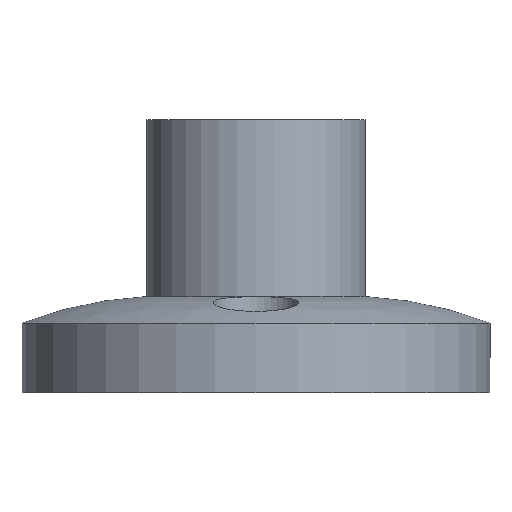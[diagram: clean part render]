
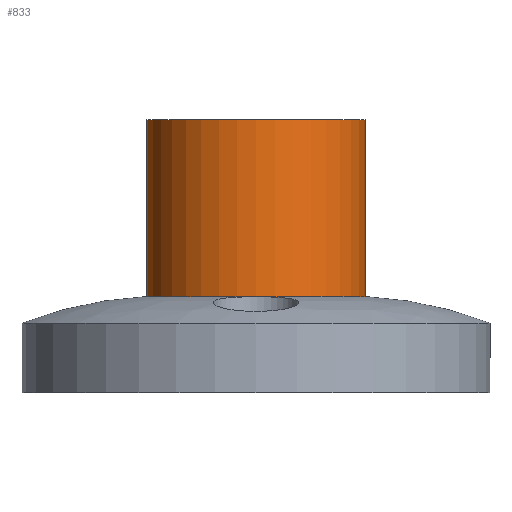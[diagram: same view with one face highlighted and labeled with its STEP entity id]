
A CAD part, front view. The second image highlights one B-rep face of the part: STEP entity #833.
In plain terms, the highlighted cylindrical face has radius 14 mm (diameter 28 mm), a partial arc.
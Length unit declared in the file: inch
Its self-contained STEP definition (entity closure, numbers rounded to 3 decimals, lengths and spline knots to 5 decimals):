
#35 = DIRECTION ( 'NONE',  ( 0., 0., 1. ) ) ;
#47 = CARTESIAN_POINT ( 'NONE',  ( 0.55118, 0., 0.48425 ) ) ;
#48 = ORIENTED_EDGE ( 'NONE', *, *, #967, .T. ) ;
#77 = EDGE_CURVE ( 'NONE', #1078, #81, #170, .T. ) ;
#81 = VERTEX_POINT ( 'NONE', #839 ) ;
#144 = VECTOR ( 'NONE', #933, 39.37008 ) ;
#170 = CIRCLE ( 'NONE', #434, 0.55118 ) ;
#184 = LINE ( 'NONE', #47, #144 ) ;
#201 = CIRCLE ( 'NONE', #1387, 0.55118 ) ;
#313 = ORIENTED_EDGE ( 'NONE', *, *, #77, .T. ) ;
#434 = AXIS2_PLACEMENT_3D ( 'NONE', #834, #633, #519 ) ;
#501 = VERTEX_POINT ( 'NONE', #1090 ) ;
#519 = DIRECTION ( 'NONE',  ( 1., 0., 0. ) ) ;
#572 = DIRECTION ( 'NONE',  ( 1., 0., 0. ) ) ;
#578 = DIRECTION ( 'NONE',  ( 0., 0., -1. ) ) ;
#633 = DIRECTION ( 'NONE',  ( 0., 0., -1. ) ) ;
#650 = CARTESIAN_POINT ( 'NONE',  ( 0.55118, 0., 1.37795 ) ) ;
#833 = ADVANCED_FACE ( 'NONE', ( #1083 ), #1065, .T. ) ;
#834 = CARTESIAN_POINT ( 'NONE',  ( 0., 0., 1.37795 ) ) ;
#839 = CARTESIAN_POINT ( 'NONE',  ( -0.55118, 0., 1.37795 ) ) ;
#891 = ORIENTED_EDGE ( 'NONE', *, *, #1221, .F. ) ;
#915 = DIRECTION ( 'NONE',  ( 1., 0., 0. ) ) ;
#933 = DIRECTION ( 'NONE',  ( 0., 0., 1. ) ) ;
#967 = EDGE_CURVE ( 'NONE', #501, #1078, #184, .T. ) ;
#1037 = CARTESIAN_POINT ( 'NONE',  ( -0.55118, 0., 0.48425 ) ) ;
#1065 = CYLINDRICAL_SURFACE ( 'NONE', #1416, 0.55118 ) ;
#1078 = VERTEX_POINT ( 'NONE', #650 ) ;
#1083 = FACE_OUTER_BOUND ( 'NONE', #1110, .T. ) ;
#1090 = CARTESIAN_POINT ( 'NONE',  ( 0.55118, 0., 0.48425 ) ) ;
#1103 = CARTESIAN_POINT ( 'NONE',  ( 0., 0., 0.48425 ) ) ;
#1110 = EDGE_LOOP ( 'NONE', ( #1230, #891, #48, #313 ) ) ;
#1124 = DIRECTION ( 'NONE',  ( 0., 0., 1. ) ) ;
#1130 = VECTOR ( 'NONE', #35, 39.37008 ) ;
#1200 = VERTEX_POINT ( 'NONE', #1215 ) ;
#1215 = CARTESIAN_POINT ( 'NONE',  ( -0.55118, 0., 0.48425 ) ) ;
#1221 = EDGE_CURVE ( 'NONE', #501, #1200, #201, .T. ) ;
#1230 = ORIENTED_EDGE ( 'NONE', *, *, #1271, .F. ) ;
#1238 = CARTESIAN_POINT ( 'NONE',  ( 0., 0., 0.48425 ) ) ;
#1271 = EDGE_CURVE ( 'NONE', #1200, #81, #1384, .T. ) ;
#1384 = LINE ( 'NONE', #1037, #1130 ) ;
#1387 = AXIS2_PLACEMENT_3D ( 'NONE', #1103, #578, #572 ) ;
#1416 = AXIS2_PLACEMENT_3D ( 'NONE', #1238, #1124, #915 ) ;
